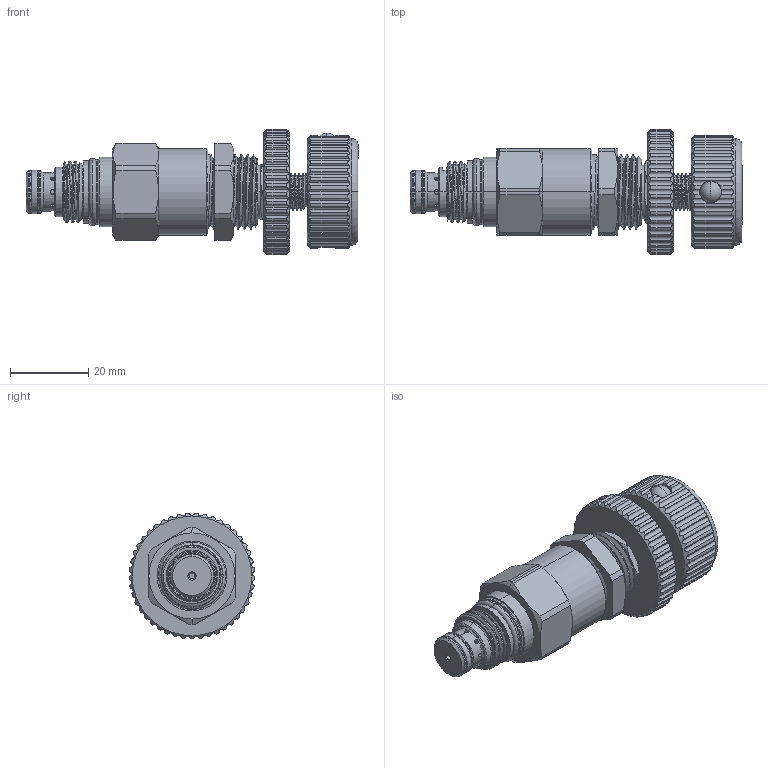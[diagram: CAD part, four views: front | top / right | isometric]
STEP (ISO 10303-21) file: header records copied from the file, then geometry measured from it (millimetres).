
FILE_DESCRIPTION (( 'STEP AP203' ), '1' );
FILE_NAME ('RB8A20-KF.STEP', '2020-03-23T08:58:07', ( '' ), ( '' ), 'SwSTEP 2.0', 'SolidWorks 2018', '' );
FILE_SCHEMA (( 'CONFIG_CONTROL_DESIGN' ));
Length unit declared in the file: millimetre
Products named in the file (1): RB8A20-KF
Bounding box: 85.02 x 32.2 x 32.18 mm (x, y, z)
Volume: 29118.2 mm3; surface area: 15967.7 mm2
Topology: 12 solids, 12 shells, 995 faces, 2677 edges, 1699 vertices
Faces by surface type: cylinder 474, plane 224, cone 127, torus 96, bspline 72, sphere 2
Entity records: 69157 total; most frequent: CARTESIAN_POINT 46100, ORIENTED_EDGE 5296, DIRECTION 4281, EDGE_CURVE 2648, VERTEX_POINT 1696, AXIS2_PLACEMENT_3D 1677, EDGE_LOOP 1052, ADVANCED_FACE 995
